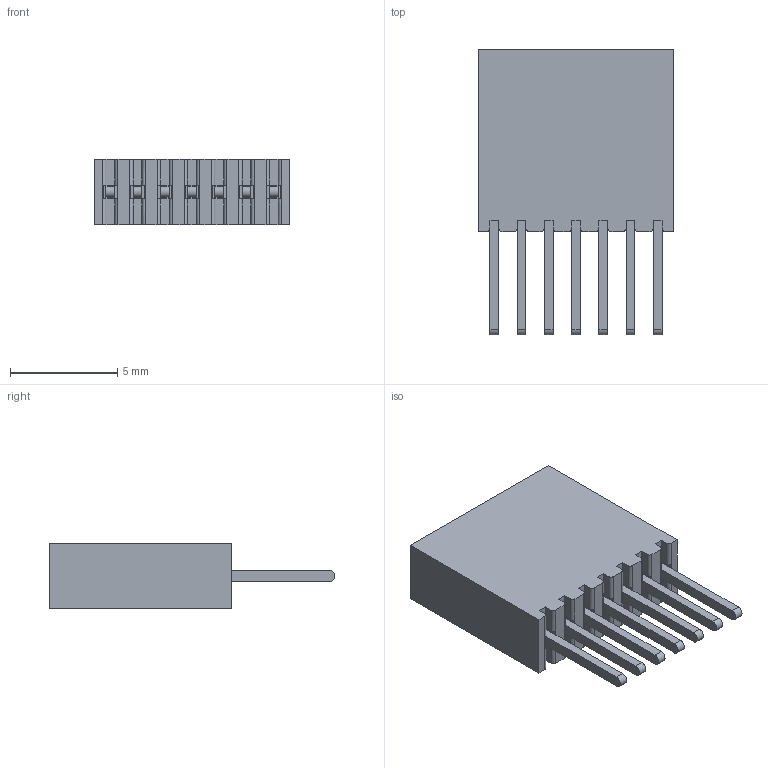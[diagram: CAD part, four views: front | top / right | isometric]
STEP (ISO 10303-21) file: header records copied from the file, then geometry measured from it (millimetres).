
FILE_DESCRIPTION(/* description */ ('STEP AP214'),/* implementation_level */ '2;1');
FILE_NAME(/* name */ 'SMS-107-02-G-S',/* time_stamp */ '2023-05-12T08:59:29+02:00',/* author */ ('License CC BY-ND 4.0'),/* organization */ ('CADENAS'),/* preprocessor_version */ 'ST-DEVELOPER v19.3',/* originating_system */ 'PARTsolutions',/* authorisation */ ' ');
FILE_SCHEMA (('AUTOMOTIVE_DESIGN {1 0 10303 214 3 1 1}'));
Length unit declared in the file: inch
Products named in the file (3): SMS-107-02-G-S; C-16-02-07-S; SMS-107-01-S_socket
Assembly tree (2 placements, depth 2):
  SMS-107-02-G-S
    C-16-02-07-S
    SMS-107-01-S_socket
Bounding box: 9.12 x 13.34 x 3.05 mm (x, y, z)
Volume: 230.9 mm3; surface area: 658.3 mm2
Topology: 2 solids, 2 shells, 236 faces, 668 edges, 436 vertices
Faces by surface type: plane 215, cylinder 21
Entity records: 7624 total; most frequent: CARTESIAN_POINT 1343, ORIENTED_EDGE 1336, DIRECTION 1216, EDGE_CURVE 668, LINE 598, VECTOR 598, VERTEX_POINT 436, AXIS2_PLACEMENT_3D 309
